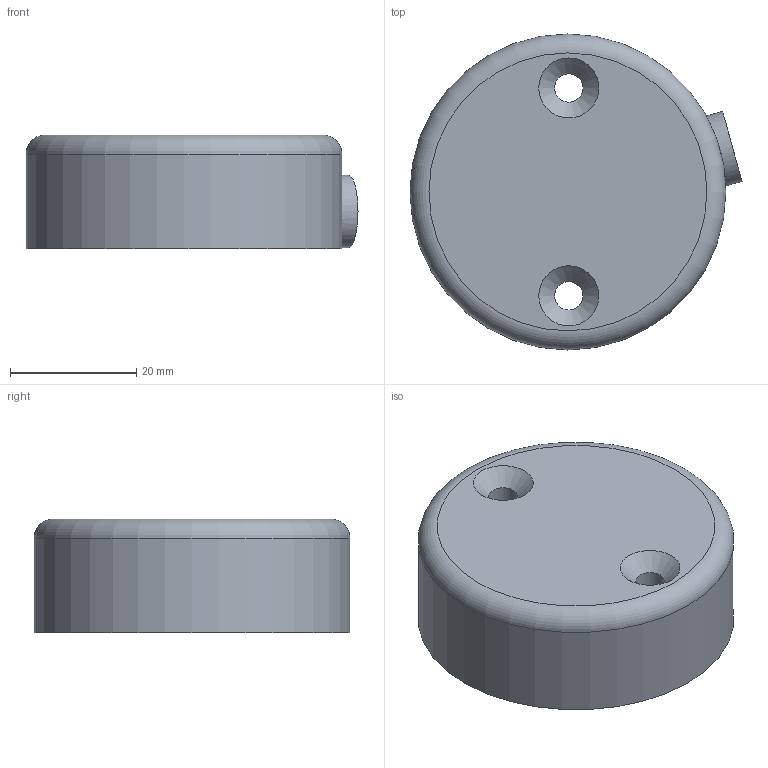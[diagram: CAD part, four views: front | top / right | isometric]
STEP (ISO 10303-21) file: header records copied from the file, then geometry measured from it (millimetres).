
FILE_DESCRIPTION(/* description */ (''),/* implementation_level */ '2;1');
FILE_NAME(/* name */ 'J5 limit switch magnet mount.step',/* time_stamp */ '2021-02-12T10:51:23+08:00',/* author */ (''),/* organization */ (''),/* preprocessor_version */ 'ST-DEVELOPER v18.1',/* originating_system */ 'Autodesk Translation Framework v9.7.1.1290',/* authorisation */ '');
FILE_SCHEMA (('AUTOMOTIVE_DESIGN { 1 0 10303 214 3 1 1 }'));
Length unit declared in the file: millimetre
Products named in the file (1): J5 limit switch magnet mount
Bounding box: 52.55 x 50 x 18 mm (x, y, z)
Volume: 19719.6 mm3; surface area: 8162.8 mm2
Topology: 1 solids, 1 shells, 15 faces, 31 edges, 21 vertices
Faces by surface type: cylinder 7, plane 5, cone 2, torus 1
Full cylindrical faces by diameter (mm): 4 x1, 4.5 x2, 10.2 x1, 11.5 x1, 46 x1, 50 x1
Entity records: 513 total; most frequent: CARTESIAN_POINT 139, DIRECTION 73, ORIENTED_EDGE 62, AXIS2_PLACEMENT_3D 32, EDGE_CURVE 31, EDGE_LOOP 24, VERTEX_POINT 21, CIRCLE 16
